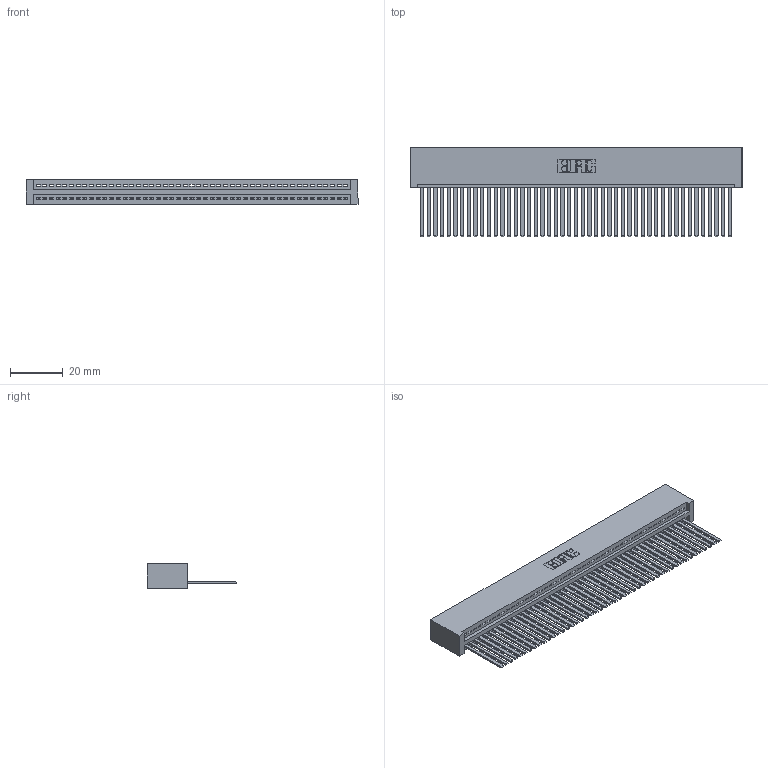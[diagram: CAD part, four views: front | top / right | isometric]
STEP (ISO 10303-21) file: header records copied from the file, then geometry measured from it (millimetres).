
FILE_DESCRIPTION (( 'STEP AP203' ), '1' );
FILE_NAME ('395-047-544-101.STEP', '2019-10-23T00:11:20', ( '' ), ( '' ), 'SwSTEP 2.0', 'SolidWorks 2016', '' );
FILE_SCHEMA (( 'CONFIG_CONTROL_DESIGN' ));
Length unit declared in the file: inch
Products named in the file (3): 345-292-001_345-293-144; 345 Part_No Mounting Lugs; 395-047-544-101
Assembly tree (48 placements, depth 2):
  395-047-544-101
    345 Part_No Mounting Lugs
    345-292-001_345-293-144  x47
Bounding box: 125.98 x 33.96 x 9.4 mm (x, y, z)
Volume: 13135.7 mm3; surface area: 19348.4 mm2
Topology: 48 solids, 48 shells, 2562 faces, 7743 edges, 5098 vertices
Faces by surface type: plane 1768, cylinder 794
Entity records: 34239 total; most frequent: CARTESIAN_POINT 5937, ORIENTED_EDGE 5918, DIRECTION 5169, EDGE_CURVE 2959, VECTOR 2651, LINE 2651, VERTEX_POINT 1970, AXIS2_PLACEMENT_3D 1259
